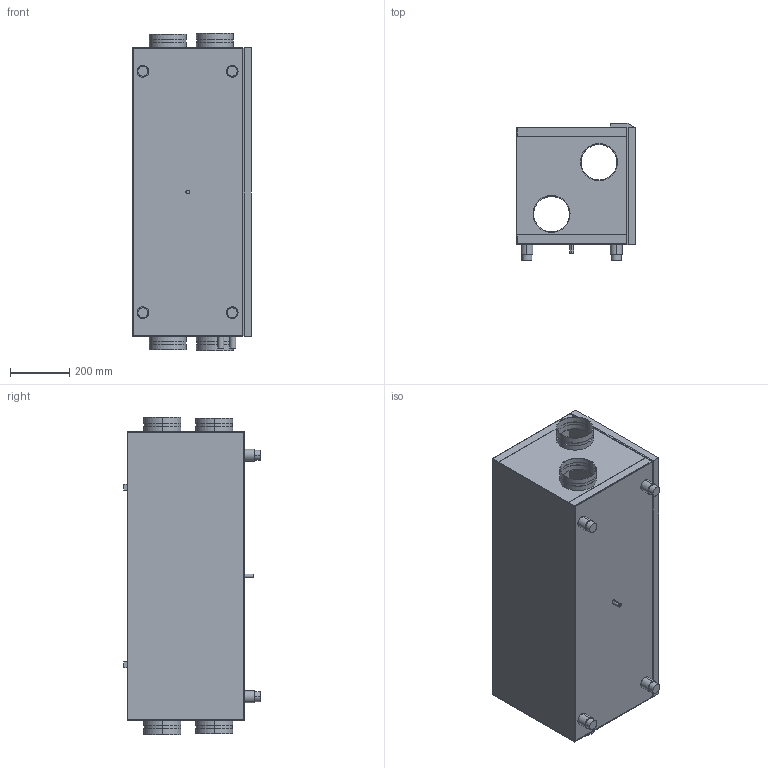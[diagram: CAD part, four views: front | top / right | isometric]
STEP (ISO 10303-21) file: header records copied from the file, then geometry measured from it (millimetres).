
FILE_DESCRIPTION (( 'STEP AP214' ), '1' );
FILE_NAME ('WS-150L.STEP', '2009-06-18T15:01:37', ( 'Wolfgang Schmidt' ), ( 'WS-KO' ), 'SwSTEP 2.0', 'SolidWorks 2008', '' );
FILE_SCHEMA (( 'AUTOMOTIVE_DESIGN' ));
Length unit declared in the file: millimetre
Products named in the file (1): WS-150L
Bounding box: 401 x 462 x 1071 mm (x, y, z)
Volume: 13628225.9 mm3; surface area: 4525675.1 mm2
Topology: 6 solids, 6 shells, 159 faces, 360 edges, 228 vertices
Faces by surface type: plane 89, cylinder 70
Entity records: 4818 total; most frequent: DIRECTION 820, CARTESIAN_POINT 748, ORIENTED_EDGE 720, EDGE_CURVE 360, AXIS2_PLACEMENT_3D 300, VERTEX_POINT 228, VECTOR 220, LINE 220
